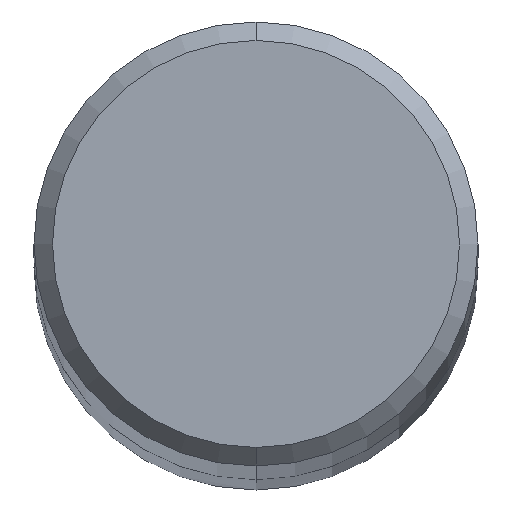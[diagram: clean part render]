
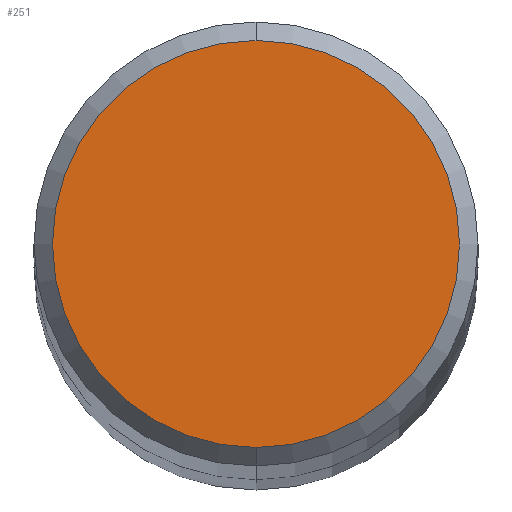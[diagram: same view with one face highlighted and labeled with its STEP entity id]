
A CAD part, top view. The second image highlights one B-rep face of the part: STEP entity #251.
In plain terms, the highlighted planar face has unit normal (0, 0, 1).
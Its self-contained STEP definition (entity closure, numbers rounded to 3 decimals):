
#219=EDGE_CURVE('',#331,#299,#498,.T.);
#251=ADVANCED_FACE('',(#534),#535,.T.);
#299=VERTEX_POINT('',#588);
#331=VERTEX_POINT('',#621);
#337=EDGE_CURVE('',#299,#331,#627,.T.);
#498=CIRCLE('',#883,1.1);
#534=FACE_OUTER_BOUND('',#951,.T.);
#535=PLANE('',#952);
#588=CARTESIAN_POINT('',(0.0,1.1,40.0));
#621=CARTESIAN_POINT('',(0.,-1.1,40.0));
#627=CIRCLE('',#1218,1.1);
#883=AXIS2_PLACEMENT_3D('',#1461,#1462,#1463);
#951=EDGE_LOOP('',(#1507,#1508));
#952=AXIS2_PLACEMENT_3D('',#1509,#1510,#1511);
#1218=AXIS2_PLACEMENT_3D('',#1599,#1600,#1601);
#1461=CARTESIAN_POINT('',(0.0,0.0,40.0));
#1462=DIRECTION('',(0.0,0.0,-1.0));
#1463=DIRECTION('',(0.0,1.0,0.0));
#1507=ORIENTED_EDGE('',*,*,#337,.F.);
#1508=ORIENTED_EDGE('',*,*,#219,.F.);
#1509=CARTESIAN_POINT('',(0.0,0.55,40.0));
#1510=DIRECTION('',(0.0,0.0,1.0));
#1511=DIRECTION('',(0.0,-1.0,0.0));
#1599=CARTESIAN_POINT('',(0.0,0.0,40.0));
#1600=DIRECTION('',(0.0,0.0,-1.0));
#1601=DIRECTION('',(0.0,1.0,0.0));
